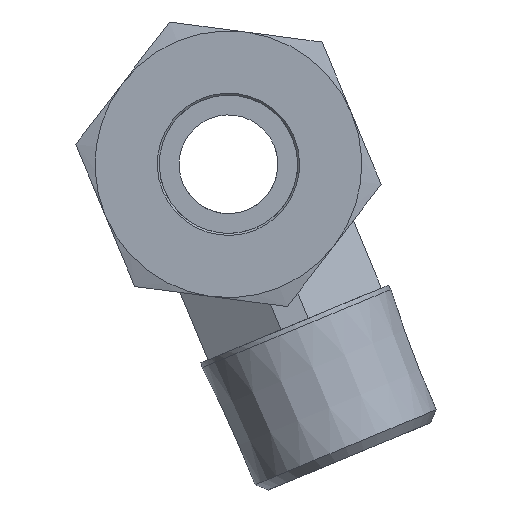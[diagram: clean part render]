
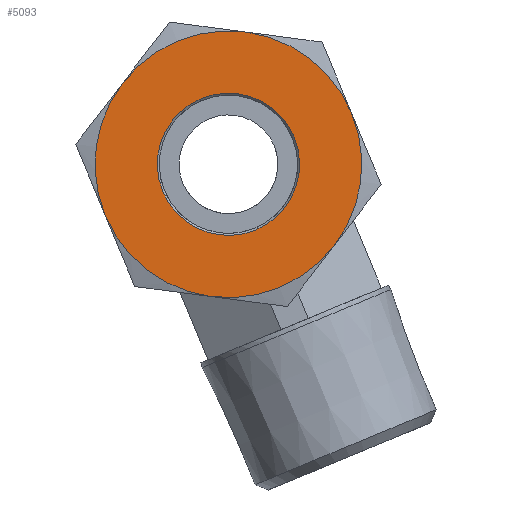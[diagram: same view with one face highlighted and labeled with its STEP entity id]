
A CAD part, front view. The second image highlights one B-rep face of the part: STEP entity #5093.
In plain terms, the highlighted face is planar.
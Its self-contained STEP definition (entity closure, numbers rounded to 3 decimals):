
#4997=CARTESIAN_POINT('',(7.2,0.,20.5));
#4998=VERTEX_POINT('',#4997);
#4999=CARTESIAN_POINT('',(0.0,0.0,20.5));
#5000=DIRECTION('',(0.0,0.0,1.0));
#5001=DIRECTION('',(-1.0,0.0,0.0));
#5002=AXIS2_PLACEMENT_3D('',#4999,#5000,#5001);
#5003=CIRCLE('',#5002,7.2);
#5004=EDGE_CURVE('',#4998,#4998,#5003,.T.);
#5029=CARTESIAN_POINT('',(0.,0.0,20.5));
#5030=DIRECTION('',(0.0,0.0,1.0));
#5031=DIRECTION('',(1.0,0.0,0.0));
#5032=AXIS2_PLACEMENT_3D('',#5029,#5030,#5031);
#5033=PLANE('',#5032);
#5034=CARTESIAN_POINT('',(-6.75,-11.691,20.5));
#5035=VERTEX_POINT('',#5034);
#5036=CARTESIAN_POINT('',(6.75,-11.691,20.5));
#5037=VERTEX_POINT('',#5036);
#5038=CARTESIAN_POINT('',(0.0,0.0,20.5));
#5039=DIRECTION('',(0.0,0.0,1.0));
#5040=DIRECTION('',(-0.5,-0.866,0.0));
#5041=AXIS2_PLACEMENT_3D('',#5038,#5039,#5040);
#5042=CIRCLE('',#5041,13.5);
#5043=EDGE_CURVE('',#5035,#5037,#5042,.T.);
#5044=ORIENTED_EDGE('',*,*,#5043,.T.);
#5045=CARTESIAN_POINT('',(13.5,0.,20.5));
#5046=VERTEX_POINT('',#5045);
#5047=CARTESIAN_POINT('',(0.0,0.0,20.5));
#5048=DIRECTION('',(0.0,0.0,1.0));
#5049=DIRECTION('',(-0.5,-0.866,0.0));
#5050=AXIS2_PLACEMENT_3D('',#5047,#5048,#5049);
#5051=CIRCLE('',#5050,13.5);
#5052=EDGE_CURVE('',#5037,#5046,#5051,.T.);
#5053=ORIENTED_EDGE('',*,*,#5052,.T.);
#5054=CARTESIAN_POINT('',(6.75,11.691,20.5));
#5055=VERTEX_POINT('',#5054);
#5056=CARTESIAN_POINT('',(0.0,0.0,20.5));
#5057=DIRECTION('',(0.0,0.0,1.0));
#5058=DIRECTION('',(-0.5,-0.866,0.0));
#5059=AXIS2_PLACEMENT_3D('',#5056,#5057,#5058);
#5060=CIRCLE('',#5059,13.5);
#5061=EDGE_CURVE('',#5046,#5055,#5060,.T.);
#5062=ORIENTED_EDGE('',*,*,#5061,.T.);
#5063=CARTESIAN_POINT('',(-6.75,11.691,20.5));
#5064=VERTEX_POINT('',#5063);
#5065=CARTESIAN_POINT('',(0.0,0.0,20.5));
#5066=DIRECTION('',(0.0,0.0,1.0));
#5067=DIRECTION('',(-0.5,-0.866,0.0));
#5068=AXIS2_PLACEMENT_3D('',#5065,#5066,#5067);
#5069=CIRCLE('',#5068,13.5);
#5070=EDGE_CURVE('',#5055,#5064,#5069,.T.);
#5071=ORIENTED_EDGE('',*,*,#5070,.T.);
#5072=CARTESIAN_POINT('',(-13.5,0.0,20.5));
#5073=VERTEX_POINT('',#5072);
#5074=CARTESIAN_POINT('',(0.0,0.0,20.5));
#5075=DIRECTION('',(0.0,0.0,1.0));
#5076=DIRECTION('',(-0.5,-0.866,0.0));
#5077=AXIS2_PLACEMENT_3D('',#5074,#5075,#5076);
#5078=CIRCLE('',#5077,13.5);
#5079=EDGE_CURVE('',#5064,#5073,#5078,.T.);
#5080=ORIENTED_EDGE('',*,*,#5079,.T.);
#5081=CARTESIAN_POINT('',(0.0,0.0,20.5));
#5082=DIRECTION('',(0.0,0.0,1.0));
#5083=DIRECTION('',(-0.5,-0.866,0.0));
#5084=AXIS2_PLACEMENT_3D('',#5081,#5082,#5083);
#5085=CIRCLE('',#5084,13.5);
#5086=EDGE_CURVE('',#5073,#5035,#5085,.T.);
#5087=ORIENTED_EDGE('',*,*,#5086,.T.);
#5088=EDGE_LOOP('',(#5044,#5053,#5062,#5071,#5080,#5087));
#5089=FACE_OUTER_BOUND('',#5088,.T.);
#5090=ORIENTED_EDGE('',*,*,#5004,.F.);
#5091=EDGE_LOOP('',(#5090));
#5092=FACE_BOUND('',#5091,.T.);
#5093=ADVANCED_FACE('',(#5089,#5092),#5033,.T.);
